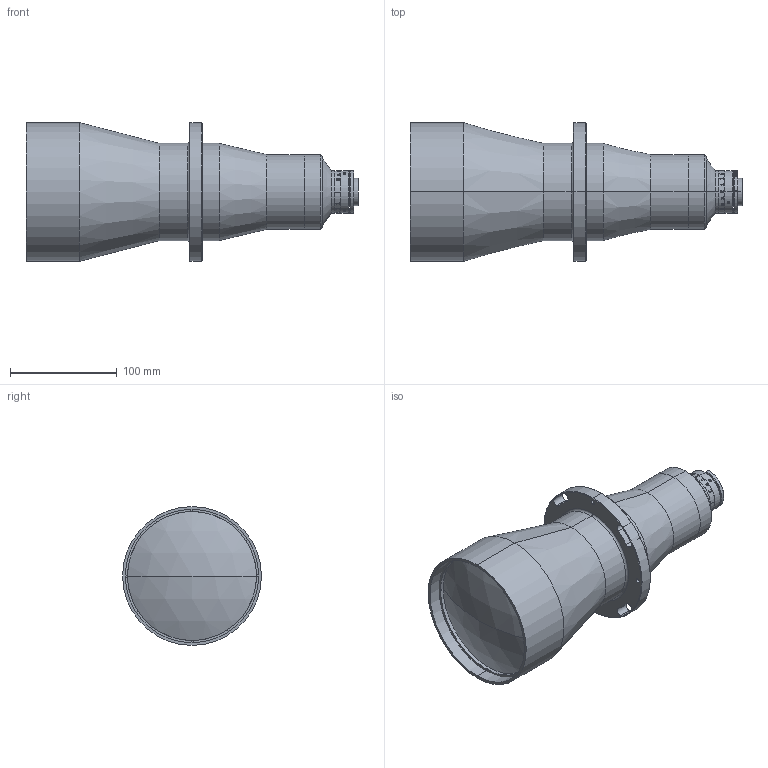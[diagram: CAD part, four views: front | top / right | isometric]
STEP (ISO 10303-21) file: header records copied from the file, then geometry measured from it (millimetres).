
FILE_DESCRIPTION (( 'STEP AP203' ), '1' );
FILE_NAME ('XF-PTL11008-C-(HD).STEP', '2019-02-21T05:50:54', ( 'puyufan' ), ( '' ), 'SwSTEP 2.0', 'SolidWorks 2014', '' );
FILE_SCHEMA (( 'CONFIG_CONTROL_DESIGN' ));
Length unit declared in the file: millimetre
Products named in the file (1): XF-PTL11008-C-(HD)
Bounding box: 311.06 x 130 x 130 mm (x, y, z)
Surface area: 138674.6 mm2 (no closed solid volume)
Topology: 0 solids, 28 shells, 172 faces, 953 edges, 809 vertices
Faces by surface type: cylinder 94, plane 41, cone 16, torus 15, bspline 4, sphere 2
Entity records: 15673 total; most frequent: CARTESIAN_POINT 8590, DIRECTION 1368, ORIENTED_EDGE 1266, EDGE_CURVE 953, VERTEX_POINT 809, AXIS2_PLACEMENT_3D 538, CIRCLE 369, B_SPLINE_CURVE_WITH_KNOTS 292
